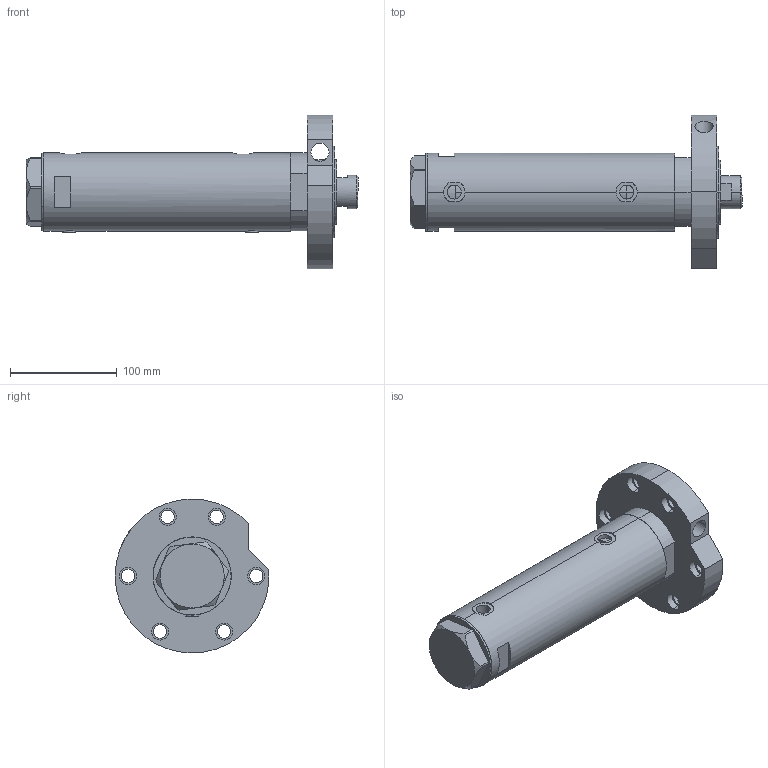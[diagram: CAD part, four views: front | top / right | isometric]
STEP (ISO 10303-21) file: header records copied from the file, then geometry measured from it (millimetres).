
FILE_DESCRIPTION (( 'STEP AP203' ), '1' );
FILE_NAME ('d1b1.STEP', '2022-04-14T21:58:48', ( '' ), ( '' ), 'SwSTEP 2.0', 'SolidWorks 2019', '' );
FILE_SCHEMA (( 'CONFIG_CONTROL_DESIGN' ));
Length unit declared in the file: millimetre
Products named in the file (6): V270CG_RF211E eaef6871dfebd78a6c400023829e5bfe; V270CG_FRONT eaef6871dfebd78a6c400023829e5bfe; V270CG_VC eaef6871dfebd78a6c400023829e5bfe; V270CG_BACK eaef6871dfebd78a6c400023829e5bfe; d1b1; V270CG_MIDDLE eaef6871dfebd78a6c400023829e5bfe
Assembly tree (5 placements, depth 2):
  d1b1
    V270CG_MIDDLE eaef6871dfebd78a6c400023829e5bfe
    V270CG_BACK eaef6871dfebd78a6c400023829e5bfe
    V270CG_FRONT eaef6871dfebd78a6c400023829e5bfe
    V270CG_VC eaef6871dfebd78a6c400023829e5bfe
    V270CG_RF211E eaef6871dfebd78a6c400023829e5bfe
Bounding box: 310.52 x 143.75 x 144 mm (x, y, z)
Volume: 1345097.4 mm3; surface area: 228528.4 mm2
Topology: 5 solids, 5 shells, 169 faces, 402 edges, 253 vertices
Faces by surface type: cylinder 88, plane 61, cone 16, torus 4
Entity records: 6404 total; most frequent: CARTESIAN_POINT 1744, DIRECTION 894, ORIENTED_EDGE 800, EDGE_CURVE 400, AXIS2_PLACEMENT_3D 365, VERTEX_POINT 253, EDGE_LOOP 211, CIRCLE 188
